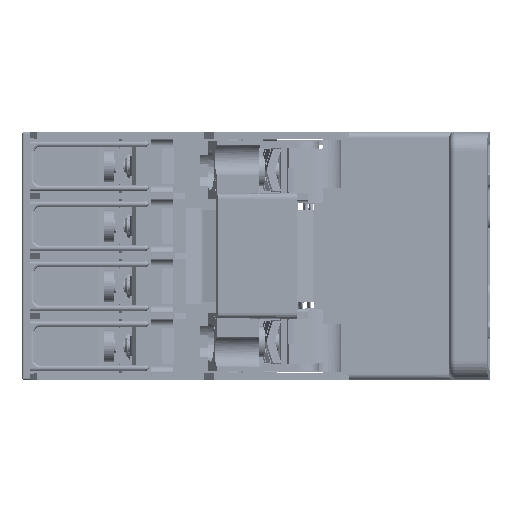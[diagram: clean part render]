
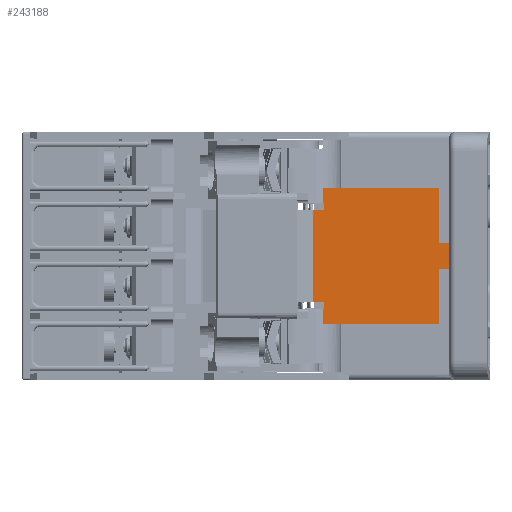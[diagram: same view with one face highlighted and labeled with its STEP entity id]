
A CAD part, left-side view. The second image highlights one B-rep face of the part: STEP entity #243188.
In plain terms, the highlighted planar face has unit normal (-1, 0, 0).
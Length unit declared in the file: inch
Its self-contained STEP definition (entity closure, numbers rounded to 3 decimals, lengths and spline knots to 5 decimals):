
#233604=CARTESIAN_POINT('',(-1.27559,0.1248,0.37992));
#233605=VERTEX_POINT('',#233604);
#233613=CARTESIAN_POINT('',(-1.27559,0.1248,0.48819));
#233614=VERTEX_POINT('',#233613);
#233615=CARTESIAN_POINT('',(-1.27559,0.1248,0.37992));
#233616=DIRECTION('',(0.0,0.0,1.0));
#233617=VECTOR('',#233616,0.10827);
#233618=LINE('',#233615,#233617);
#233619=EDGE_CURVE('',#233605,#233614,#233618,.T.);
#233734=CARTESIAN_POINT('',(-1.27559,0.12205,0.37992));
#233735=VERTEX_POINT('',#233734);
#233736=CARTESIAN_POINT('',(-1.27559,0.1248,0.37992));
#233737=DIRECTION('',(0.0,-1.0,0.0));
#233738=VECTOR('',#233737,0.00275);
#233739=LINE('',#233736,#233738);
#233740=EDGE_CURVE('',#233605,#233735,#233739,.T.);
#233892=CARTESIAN_POINT('',(-1.27559,0.12205,-0.37992));
#233893=VERTEX_POINT('',#233892);
#233894=CARTESIAN_POINT('',(-1.27559,0.1248,-0.37992));
#233895=VERTEX_POINT('',#233894);
#233896=CARTESIAN_POINT('',(-1.27559,0.12205,-0.37992));
#233897=DIRECTION('',(0.0,1.0,0.0));
#233898=VECTOR('',#233897,0.00275);
#233899=LINE('',#233896,#233898);
#233900=EDGE_CURVE('',#233893,#233895,#233899,.T.);
#234451=CARTESIAN_POINT('',(-1.27559,0.12205,-0.33071));
#234452=VERTEX_POINT('',#234451);
#234461=CARTESIAN_POINT('',(-1.27559,0.12205,-0.33071));
#234462=DIRECTION('',(0.0,0.0,-1.0));
#234463=VECTOR('',#234462,0.04921);
#234464=LINE('',#234461,#234463);
#234465=EDGE_CURVE('',#234452,#233893,#234464,.T.);
#234475=CARTESIAN_POINT('',(-1.27559,0.12205,0.33071));
#234476=VERTEX_POINT('',#234475);
#234483=CARTESIAN_POINT('',(-1.27559,0.12205,0.37992));
#234484=DIRECTION('',(0.0,0.0,-1.0));
#234485=VECTOR('',#234484,0.04921);
#234486=LINE('',#234483,#234485);
#234487=EDGE_CURVE('',#233735,#234476,#234486,.T.);
#234500=CARTESIAN_POINT('',(-1.27559,0.20079,-0.33071));
#234501=VERTEX_POINT('',#234500);
#234502=CARTESIAN_POINT('',(-1.27559,0.12205,-0.33071));
#234503=DIRECTION('',(0.0,1.0,0.0));
#234504=VECTOR('',#234503,0.07874);
#234505=LINE('',#234502,#234504);
#234506=EDGE_CURVE('',#234452,#234501,#234505,.T.);
#234612=CARTESIAN_POINT('',(-1.27559,0.20079,0.33071));
#234613=VERTEX_POINT('',#234612);
#234614=CARTESIAN_POINT('',(-1.27559,0.20079,0.33071));
#234615=DIRECTION('',(0.0,0.0,-1.0));
#234616=VECTOR('',#234615,0.66142);
#234617=LINE('',#234614,#234616);
#234618=EDGE_CURVE('',#234613,#234501,#234617,.T.);
#234647=CARTESIAN_POINT('',(-1.27559,0.20079,0.33071));
#234648=DIRECTION('',(0.0,-1.0,0.0));
#234649=VECTOR('',#234648,0.07874);
#234650=LINE('',#234647,#234649);
#234651=EDGE_CURVE('',#234613,#234476,#234650,.T.);
#234681=CARTESIAN_POINT('',(-1.27559,0.1248,-0.48819));
#234682=VERTEX_POINT('',#234681);
#234690=CARTESIAN_POINT('',(-1.27559,0.1248,-0.48819));
#234691=DIRECTION('',(0.0,0.0,1.0));
#234692=VECTOR('',#234691,0.10827);
#234693=LINE('',#234690,#234692);
#234694=EDGE_CURVE('',#234682,#233895,#234693,.T.);
#243100=CARTESIAN_POINT('',(-1.27559,-0.77559,0.48819));
#243101=DIRECTION('',(-1.0,0.0,0.0));
#243102=DIRECTION('',(0.0,0.0,1.0));
#243103=AXIS2_PLACEMENT_3D('',#243100,#243101,#243102);
#243104=PLANE('',#243103);
#243105=CARTESIAN_POINT('',(-1.27559,-0.70079,-0.48425));
#243106=VERTEX_POINT('',#243105);
#243107=CARTESIAN_POINT('',(-1.27559,-0.70079,-0.09055));
#243108=VERTEX_POINT('',#243107);
#243109=CARTESIAN_POINT('',(-1.27559,-0.70079,-0.48425));
#243110=DIRECTION('',(0.0,0.0,1.0));
#243111=VECTOR('',#243110,0.3937);
#243112=LINE('',#243109,#243111);
#243113=EDGE_CURVE('',#243106,#243108,#243112,.T.);
#243114=ORIENTED_EDGE('',*,*,#243113,.T.);
#243115=CARTESIAN_POINT('',(-1.27559,-0.77559,-0.09055));
#243116=VERTEX_POINT('',#243115);
#243117=CARTESIAN_POINT('',(-1.27559,-0.70079,-0.09055));
#243118=DIRECTION('',(0.0,-1.0,0.0));
#243119=VECTOR('',#243118,0.0748);
#243120=LINE('',#243117,#243119);
#243121=EDGE_CURVE('',#243108,#243116,#243120,.T.);
#243122=ORIENTED_EDGE('',*,*,#243121,.T.);
#243123=CARTESIAN_POINT('',(-1.27559,-0.77559,0.09055));
#243124=VERTEX_POINT('',#243123);
#243125=CARTESIAN_POINT('',(-1.27559,-0.77559,0.09055));
#243126=DIRECTION('',(0.0,0.0,-1.0));
#243127=VECTOR('',#243126,0.1811);
#243128=LINE('',#243125,#243127);
#243129=EDGE_CURVE('',#243124,#243116,#243128,.T.);
#243130=ORIENTED_EDGE('',*,*,#243129,.F.);
#243131=CARTESIAN_POINT('',(-1.27559,-0.70079,0.09055));
#243132=VERTEX_POINT('',#243131);
#243133=CARTESIAN_POINT('',(-1.27559,-0.70079,0.09055));
#243134=DIRECTION('',(0.0,-1.0,0.0));
#243135=VECTOR('',#243134,0.0748);
#243136=LINE('',#243133,#243135);
#243137=EDGE_CURVE('',#243132,#243124,#243136,.T.);
#243138=ORIENTED_EDGE('',*,*,#243137,.F.);
#243139=CARTESIAN_POINT('',(-1.27559,-0.70079,0.48425));
#243140=VERTEX_POINT('',#243139);
#243141=CARTESIAN_POINT('',(-1.27559,-0.70079,0.09055));
#243142=DIRECTION('',(0.0,0.0,1.0));
#243143=VECTOR('',#243142,0.3937);
#243144=LINE('',#243141,#243143);
#243145=EDGE_CURVE('',#243132,#243140,#243144,.T.);
#243146=ORIENTED_EDGE('',*,*,#243145,.T.);
#243147=CARTESIAN_POINT('',(-1.27559,-0.70472,0.48819));
#243148=VERTEX_POINT('',#243147);
#243149=CARTESIAN_POINT('',(-1.27559,-0.70472,0.48425));
#243150=DIRECTION('',(1.0,0.,0.));
#243151=DIRECTION('',(0.,0.707,0.707));
#243152=AXIS2_PLACEMENT_3D('',#243149,#243150,#243151);
#243153=CIRCLE('',#243152,0.00394);
#243154=EDGE_CURVE('',#243148,#243140,#243153,.F.);
#243155=ORIENTED_EDGE('',*,*,#243154,.F.);
#243156=CARTESIAN_POINT('',(-1.27559,-0.70472,0.48819));
#243157=DIRECTION('',(0.0,1.0,0.0));
#243158=VECTOR('',#243157,0.82953);
#243159=LINE('',#243156,#243158);
#243160=EDGE_CURVE('',#243148,#233614,#243159,.T.);
#243161=ORIENTED_EDGE('',*,*,#243160,.T.);
#243162=ORIENTED_EDGE('',*,*,#233619,.F.);
#243163=ORIENTED_EDGE('',*,*,#233740,.T.);
#243164=ORIENTED_EDGE('',*,*,#234487,.T.);
#243165=ORIENTED_EDGE('',*,*,#234651,.F.);
#243166=ORIENTED_EDGE('',*,*,#234618,.T.);
#243167=ORIENTED_EDGE('',*,*,#234506,.F.);
#243168=ORIENTED_EDGE('',*,*,#234465,.T.);
#243169=ORIENTED_EDGE('',*,*,#233900,.T.);
#243170=ORIENTED_EDGE('',*,*,#234694,.F.);
#243171=CARTESIAN_POINT('',(-1.27559,-0.70472,-0.48819));
#243172=VERTEX_POINT('',#243171);
#243173=CARTESIAN_POINT('',(-1.27559,-0.70472,-0.48819));
#243174=DIRECTION('',(0.0,1.0,0.0));
#243175=VECTOR('',#243174,0.82953);
#243176=LINE('',#243173,#243175);
#243177=EDGE_CURVE('',#243172,#234682,#243176,.T.);
#243178=ORIENTED_EDGE('',*,*,#243177,.F.);
#243179=CARTESIAN_POINT('',(-1.27559,-0.70472,-0.48425));
#243180=DIRECTION('',(1.0,0.,0.));
#243181=DIRECTION('',(0.,0.707,-0.707));
#243182=AXIS2_PLACEMENT_3D('',#243179,#243180,#243181);
#243183=CIRCLE('',#243182,0.00394);
#243184=EDGE_CURVE('',#243106,#243172,#243183,.F.);
#243185=ORIENTED_EDGE('',*,*,#243184,.F.);
#243186=EDGE_LOOP('',(#243114,#243122,#243130,#243138,#243146,#243155,#243161,#243162,#243163,#243164,#243165,#243166,#243167,#243168,#243169,#243170,#243178,#243185));
#243187=FACE_OUTER_BOUND('',#243186,.T.);
#243188=ADVANCED_FACE('',(#243187),#243104,.T.);
